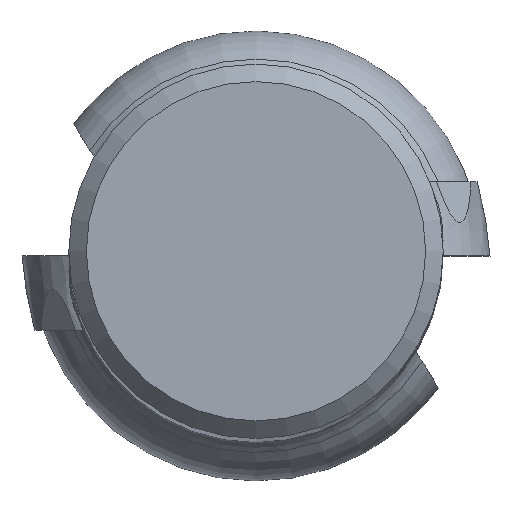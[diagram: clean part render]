
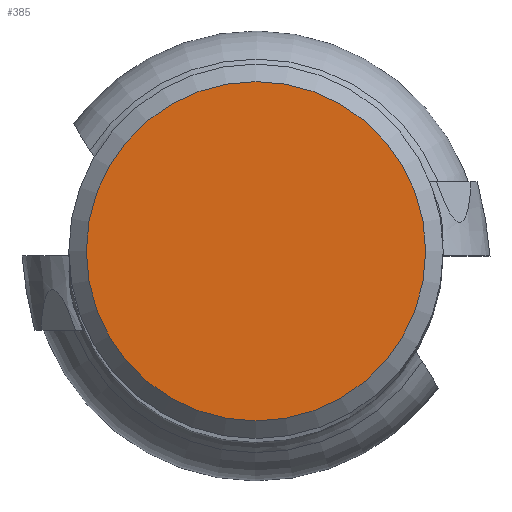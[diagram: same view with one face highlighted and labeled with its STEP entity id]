
A CAD part, top view. The second image highlights one B-rep face of the part: STEP entity #385.
In plain terms, the highlighted planar face has unit normal (0, 0, 1).
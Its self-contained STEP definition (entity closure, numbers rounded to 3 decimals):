
#259=FACE_OUTER_BOUND('',#660,.T.);
#385=ADVANCED_FACE('',(#259),#520,.T.);
#520=PLANE('',#2575);
#660=EDGE_LOOP('',(#1205));
#1205=ORIENTED_EDGE('',*,*,#2077,.F.);
#1840=VERTEX_POINT('',#3809);
#2077=EDGE_CURVE('',#1840,#1840,#2376,.T.);
#2376=CIRCLE('',#2574,14.496);
#2574=AXIS2_PLACEMENT_3D('',#3808,#2907,#2908);
#2575=AXIS2_PLACEMENT_3D('',#3810,#2909,#2910);
#2907=DIRECTION('',(0.,0.,-1.));
#2908=DIRECTION('',(-1.,0.,0.));
#2909=DIRECTION('',(0.,0.,1.));
#2910=DIRECTION('',(1.,0.,0.));
#3808=CARTESIAN_POINT('',(0.,0.,0.));
#3809=CARTESIAN_POINT('',(-14.496,0.,0.));
#3810=CARTESIAN_POINT('',(-14.496,0.,0.));
